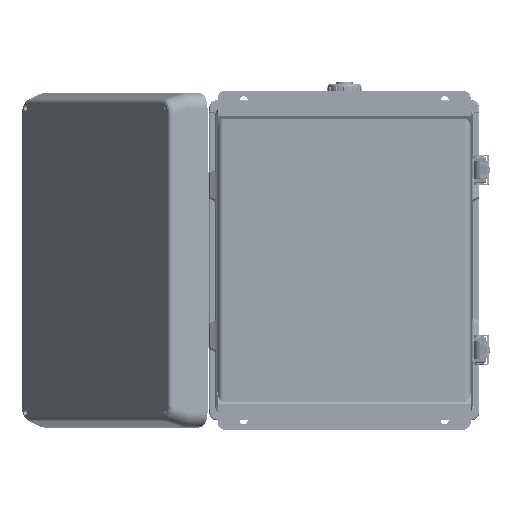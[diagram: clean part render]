
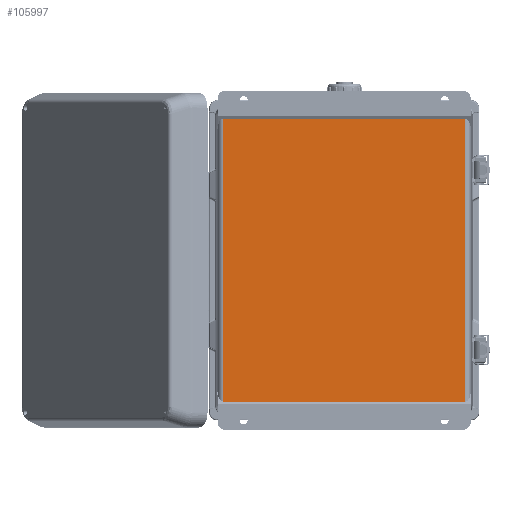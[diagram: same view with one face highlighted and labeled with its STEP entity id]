
A CAD part, front view. The second image highlights one B-rep face of the part: STEP entity #105997.
In plain terms, the highlighted planar face has unit normal (0, -1, 0).
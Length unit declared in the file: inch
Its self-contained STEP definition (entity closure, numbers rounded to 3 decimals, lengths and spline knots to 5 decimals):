
#19224 = EDGE_CURVE ( 'NONE', #25001, #23784, #73073, .T. ) ;
#19927 = EDGE_CURVE ( 'NONE', #23784, #24525, #74235, .T. ) ;
#20385 = EDGE_CURVE ( 'NONE', #25001, #24502, #88806, .T. ) ;
#20676 = EDGE_CURVE ( 'NONE', #24502, #24525, #89437, .T. ) ;
#23784 = VERTEX_POINT ( 'NONE', #95837 ) ;
#24043 = EDGE_LOOP ( 'NONE', ( #91433, #91450, #91443, #91469 ) ) ;
#24502 = VERTEX_POINT ( 'NONE', #95953 ) ;
#24525 = VERTEX_POINT ( 'NONE', #95972 ) ;
#25001 = VERTEX_POINT ( 'NONE', #96332 ) ;
#69066 = DIRECTION ( 'NONE',  ( -1., 0., 0. ) ) ;
#69071 = CARTESIAN_POINT ( 'NONE',  ( 5.11811, 0.05906, -12.37803 ) ) ;
#73073 = LINE ( 'NONE', #69071, #73075 ) ;
#73075 = VECTOR ( 'NONE', #69066, 39.37008 ) ;
#74235 = LINE ( 'NONE', #83495, #74242 ) ;
#74242 = VECTOR ( 'NONE', #83502, 39.37008 ) ;
#76901 = CARTESIAN_POINT ( 'NONE',  ( 5.11811, 0.05906, -1.12591 ) ) ;
#76903 = PLANE ( 'NONE',  #81431 ) ;
#76905 = DIRECTION ( 'NONE',  ( 0., 1., 0. ) ) ;
#76906 = DIRECTION ( 'NONE',  ( 0., 0., 1. ) ) ;
#78829 = FACE_OUTER_BOUND ( 'NONE', #24043, .T. ) ;
#81431 = AXIS2_PLACEMENT_3D ( 'NONE', #76901, #76905, #76906 ) ;
#83495 = CARTESIAN_POINT ( 'NONE',  ( -4.80523, 0.05906, -1.12591 ) ) ;
#83502 = DIRECTION ( 'NONE',  ( 0., 0., 1. ) ) ;
#88806 = LINE ( 'NONE', #90725, #88812 ) ;
#88812 = VECTOR ( 'NONE', #90728, 39.37008 ) ;
#89437 = LINE ( 'NONE', #93709, #89453 ) ;
#89453 = VECTOR ( 'NONE', #93712, 39.37008 ) ;
#90725 = CARTESIAN_POINT ( 'NONE',  ( 4.80523, 0.05906, -1.12591 ) ) ;
#90728 = DIRECTION ( 'NONE',  ( 0., 0., 1. ) ) ;
#91433 = ORIENTED_EDGE ( 'NONE', *, *, #19927, .F. ) ;
#91443 = ORIENTED_EDGE ( 'NONE', *, *, #20385, .T. ) ;
#91450 = ORIENTED_EDGE ( 'NONE', *, *, #19224, .F. ) ;
#91469 = ORIENTED_EDGE ( 'NONE', *, *, #20676, .T. ) ;
#93709 = CARTESIAN_POINT ( 'NONE',  ( 5.11811, 0.05906, -1.12591 ) ) ;
#93712 = DIRECTION ( 'NONE',  ( -1., 0., 0. ) ) ;
#95837 = CARTESIAN_POINT ( 'NONE',  ( -4.80523, 0.05906, -12.37803 ) ) ;
#95953 = CARTESIAN_POINT ( 'NONE',  ( 4.80523, 0.05906, -1.12591 ) ) ;
#95972 = CARTESIAN_POINT ( 'NONE',  ( -4.80523, 0.05906, -1.12591 ) ) ;
#96332 = CARTESIAN_POINT ( 'NONE',  ( 4.80523, 0.05906, -12.37803 ) ) ;
#105997 = ADVANCED_FACE ( 'NONE', ( #78829 ), #76903, .F. ) ;
